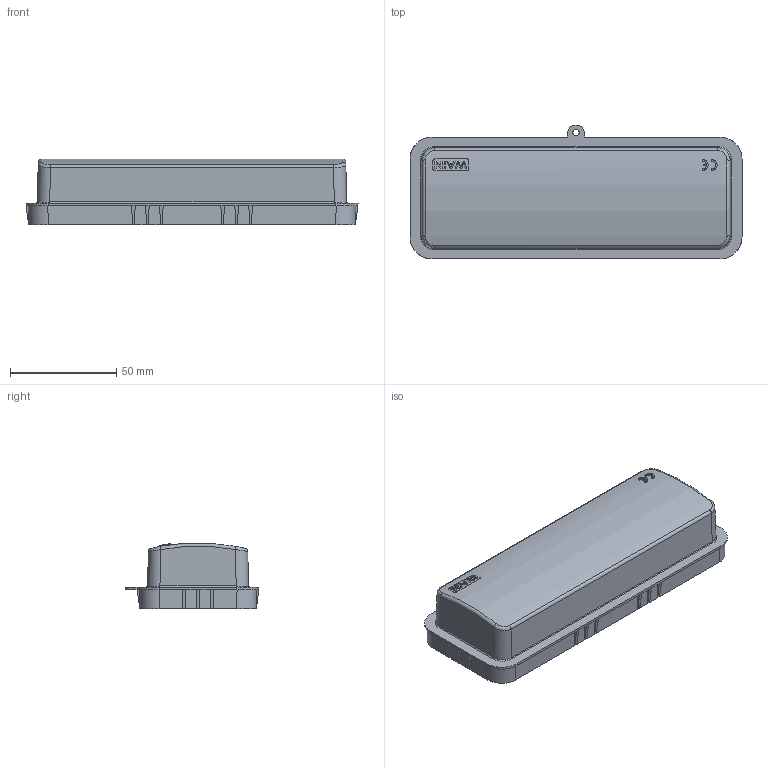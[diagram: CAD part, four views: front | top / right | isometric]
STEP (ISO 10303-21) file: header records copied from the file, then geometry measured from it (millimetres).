
FILE_DESCRIPTION((''),'2;1');
FILE_NAME('HP24B_H-CV_C-3','2021-11-02T',('mh.wu'),(''),'PRO/ENGINEER BY PARAMETRIC TECHNOLOGY CORPORATION, 2012480','PRO/ENGINEER BY PARAMETRIC TECHNOLOGY CORPORATION, 2012480','');
FILE_SCHEMA(('CONFIG_CONTROL_DESIGN'));
Length unit declared in the file: millimetre
Products named in the file (1): HP24B_H-CV_C-3
Bounding box: 156.54 x 63.14 x 30.81 mm (x, y, z)
Volume: 25164.4 mm3; surface area: 39332.8 mm2
Topology: 1 solids, 1 shells, 370 faces, 908 edges, 551 vertices
Faces by surface type: plane 189, cylinder 96, bspline 58, torus 18, extrusion 7, cone 2
Entity records: 13765 total; most frequent: CARTESIAN_POINT 5800, ORIENTED_EDGE 1816, DIRECTION 1348, EDGE_CURVE 908, VERTEX_POINT 551, VECTOR 502, LINE 495, AXIS2_PLACEMENT_3D 423
